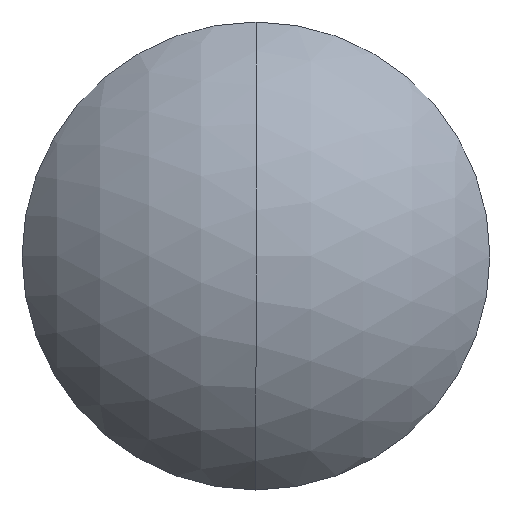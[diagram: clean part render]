
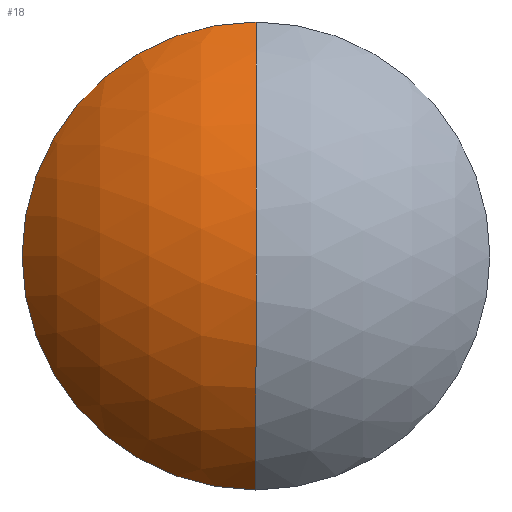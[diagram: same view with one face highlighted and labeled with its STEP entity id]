
A CAD part, top view. The second image highlights one B-rep face of the part: STEP entity #18.
In plain terms, the highlighted spherical face has radius 30.9 mm.
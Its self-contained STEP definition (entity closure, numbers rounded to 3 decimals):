
#13 = EDGE_CURVE ( 'NONE', #15, #22, #141, .T. ) ;
#14 = ORIENTED_EDGE ( 'NONE', *, *, #13, .T. ) ;
#15 = VERTEX_POINT ( 'NONE', #105 ) ;
#18 = ADVANCED_FACE ( 'NONE', ( #99 ), #84, .T. ) ;
#19 = EDGE_LOOP ( 'NONE', ( #20, #24, #27, #14 ) ) ;
#20 = ORIENTED_EDGE ( 'NONE', *, *, #21, .T. ) ;
#21 = EDGE_CURVE ( 'NONE', #22, #23, #83, .T. ) ;
#22 = VERTEX_POINT ( 'NONE', #171 ) ;
#23 = VERTEX_POINT ( 'NONE', #170 ) ;
#24 = ORIENTED_EDGE ( 'NONE', *, *, #25, .T. ) ;
#25 = EDGE_CURVE ( 'NONE', #23, #26, #169, .T. ) ;
#26 = VERTEX_POINT ( 'NONE', #164 ) ;
#27 = ORIENTED_EDGE ( 'NONE', *, *, #28, .F. ) ;
#28 = EDGE_CURVE ( 'NONE', #15, #26, #162, .T. ) ;
#79 = DIRECTION ( 'NONE',  ( 0., 1., 0. ) ) ;
#80 = DIRECTION ( 'NONE',  ( -1., 0., 0. ) ) ;
#81 = CARTESIAN_POINT ( 'NONE',  ( 0., 0., -22.755 ) ) ;
#82 = AXIS2_PLACEMENT_3D ( 'NONE', #81, #80, #79 ) ;
#83 = CIRCLE ( 'NONE', #175, 25.4 ) ;
#84 = SPHERICAL_SURFACE ( 'NONE', #82, 30.9 ) ;
#99 = FACE_OUTER_BOUND ( 'NONE', #19, .T. ) ;
#105 = CARTESIAN_POINT ( 'NONE',  ( 0., 25.4, -5.158 ) ) ;
#134 = DIRECTION ( 'NONE',  ( 1., 0., 0. ) ) ;
#135 = DIRECTION ( 'NONE',  ( 0., 0., 1. ) ) ;
#136 = CARTESIAN_POINT ( 'NONE',  ( 0., 0., -5.158 ) ) ;
#137 = AXIS2_PLACEMENT_3D ( 'NONE', #136, #135, #134 ) ;
#141 = CIRCLE ( 'NONE', #137, 25.4 ) ;
#158 = DIRECTION ( 'NONE',  ( 0., 0., -1. ) ) ;
#159 = DIRECTION ( 'NONE',  ( 1., 0., 0. ) ) ;
#160 = CARTESIAN_POINT ( 'NONE',  ( 0., 0., -22.755 ) ) ;
#161 = AXIS2_PLACEMENT_3D ( 'NONE', #160, #159, #158 ) ;
#162 = CIRCLE ( 'NONE', #161, 30.9 ) ;
#164 = CARTESIAN_POINT ( 'NONE',  ( 0., 0., 8.145 ) ) ;
#165 = DIRECTION ( 'NONE',  ( 0., -1., 0. ) ) ;
#166 = DIRECTION ( 'NONE',  ( -1., 0., 0. ) ) ;
#167 = CARTESIAN_POINT ( 'NONE',  ( 0., 0., -22.755 ) ) ;
#168 = AXIS2_PLACEMENT_3D ( 'NONE', #167, #166, #165 ) ;
#169 = CIRCLE ( 'NONE', #168, 30.9 ) ;
#170 = CARTESIAN_POINT ( 'NONE',  ( 0., -25.4, -5.158 ) ) ;
#171 = CARTESIAN_POINT ( 'NONE',  ( -25.4, 0., -5.158 ) ) ;
#172 = DIRECTION ( 'NONE',  ( 1., 0., 0. ) ) ;
#173 = DIRECTION ( 'NONE',  ( 0., 0., 1. ) ) ;
#174 = CARTESIAN_POINT ( 'NONE',  ( 0., 0., -5.158 ) ) ;
#175 = AXIS2_PLACEMENT_3D ( 'NONE', #174, #173, #172 ) ;
